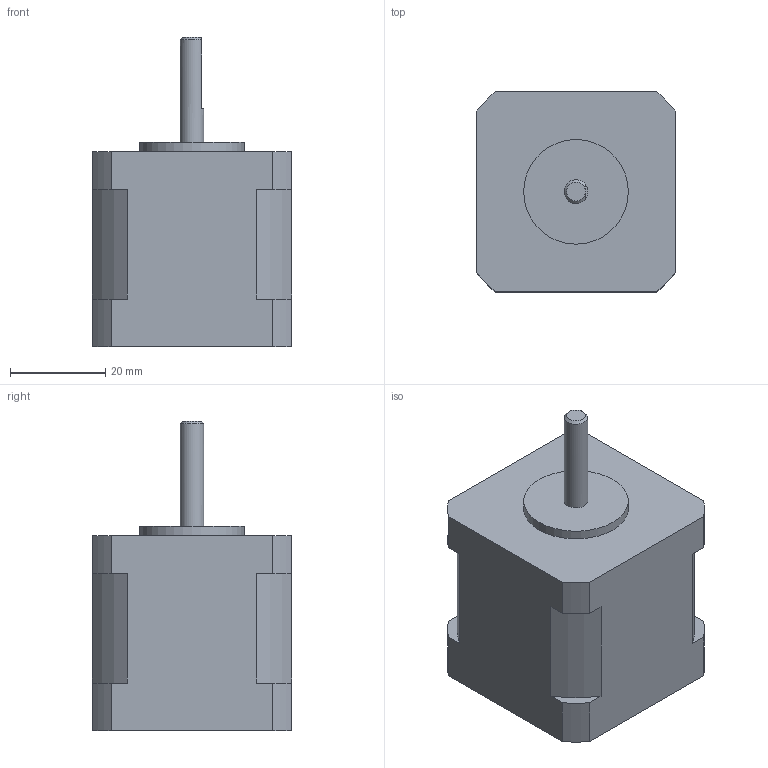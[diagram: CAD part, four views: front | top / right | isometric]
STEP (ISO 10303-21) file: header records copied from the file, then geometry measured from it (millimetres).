
FILE_DESCRIPTION(/* description */ (''),/* implementation_level */ '2;1');
FILE_NAME(/* name */ '17H2041-xxx-xAL.stp',/* time_stamp */ '2017-06-28T15:44:19+08:00',/* author */ ('Randy'),/* organization */ (''),/* preprocessor_version */ 'ST-DEVELOPER v16.1',/* originating_system */ 'Autodesk Inventor 2016',/* authorisation */ '');
FILE_SCHEMA (('AUTOMOTIVE_DESIGN { 1 0 10303 214 3 1 1 }'));
Length unit declared in the file: millimetre
Products named in the file (1): 17H2041-xxx-xAL
Bounding box: 42 x 42 x 65 mm (x, y, z)
Volume: 70774.4 mm3; surface area: 10398.7 mm2
Topology: 1 solids, 1 shells, 33 faces, 86 edges, 57 vertices
Faces by surface type: plane 18, cylinder 14, cone 1
Full cylindrical faces by diameter (mm): 5 x1, 22 x1
Entity records: 1025 total; most frequent: DIRECTION 179, CARTESIAN_POINT 177, ORIENTED_EDGE 166, EDGE_CURVE 83, AXIS2_PLACEMENT_3D 64, VERTEX_POINT 56, LINE 51, VECTOR 51
